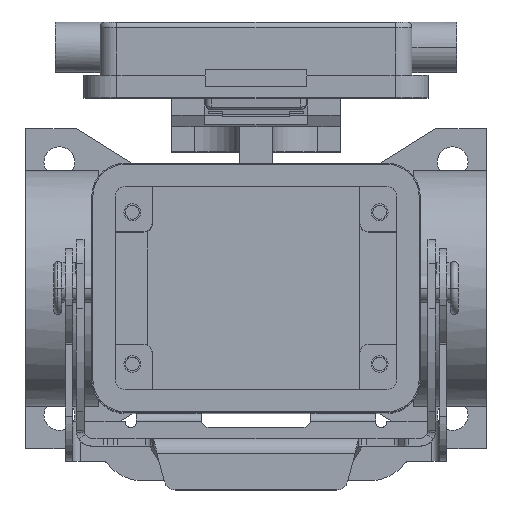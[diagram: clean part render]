
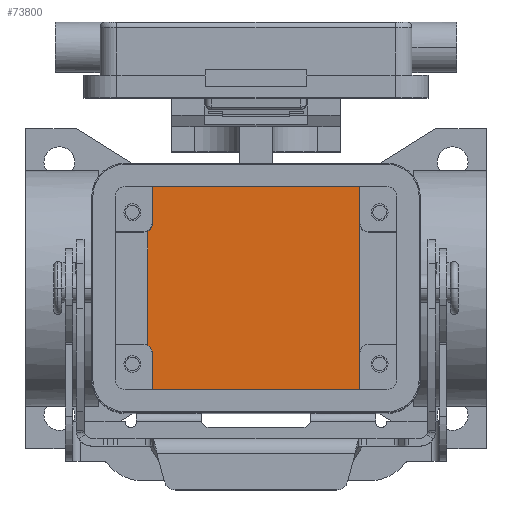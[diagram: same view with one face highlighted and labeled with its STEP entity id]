
A CAD part, top view. The second image highlights one B-rep face of the part: STEP entity #73800.
In plain terms, the highlighted planar face has unit normal (0, 0, 1).
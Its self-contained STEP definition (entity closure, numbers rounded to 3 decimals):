
#73070=CARTESIAN_POINT('',(0.,0.,-62.));
#73080=DIRECTION('',(0.,0.,1.));
#73090=DIRECTION('',(1.,0.,0.));
#73100=AXIS2_PLACEMENT_3D('',#73070,#73080,#73090);
#73110=PLANE('',#73100);
#73120=CARTESIAN_POINT('',(-20.,11.5,-62.));
#73130=DIRECTION('',(0.,0.,-1.));
#73140=DIRECTION('',(0.,-1.,0.));
#73150=AXIS2_PLACEMENT_3D('',#73120,#73130,#73140);
#73160=CIRCLE('',#73150,1.5);
#73170=CARTESIAN_POINT('',(-18.5,11.5,-62.));
#73180=VERTEX_POINT('',#73170);
#73190=CARTESIAN_POINT('',(-19.25,10.201,-62.));
#73200=VERTEX_POINT('',#73190);
#73210=EDGE_CURVE('',#73180,#73200,#73160,.T.);
#73220=ORIENTED_EDGE('',*,*,#73210,.T.);
#73230=CARTESIAN_POINT('',(-18.5,18.25,-62.));
#73240=DIRECTION('',(0.,-1.,0.));
#73250=VECTOR('',#73240,6.75);
#73260=LINE('',#73230,#73250);
#73270=CARTESIAN_POINT('',(-18.5,18.25,-62.));
#73280=VERTEX_POINT('',#73270);
#73290=EDGE_CURVE('',#73280,#73180,#73260,.T.);
#73300=ORIENTED_EDGE('',*,*,#73290,.T.);
#73310=CARTESIAN_POINT('',(18.5,18.25,-62.));
#73320=DIRECTION('',(-1.,0.,0.));
#73330=VECTOR('',#73320,37.);
#73340=LINE('',#73310,#73330);
#73350=CARTESIAN_POINT('',(18.5,18.25,-62.));
#73360=VERTEX_POINT('',#73350);
#73370=EDGE_CURVE('',#73360,#73280,#73340,.T.);
#73380=ORIENTED_EDGE('',*,*,#73370,.T.);
#73390=CARTESIAN_POINT('',(18.5,-18.25,-62.));
#73400=DIRECTION('',(0.,1.,0.));
#73410=VECTOR('',#73400,36.5);
#73420=LINE('',#73390,#73410);
#73430=CARTESIAN_POINT('',(18.5,-18.25,-62.));
#73440=VERTEX_POINT('',#73430);
#73450=EDGE_CURVE('',#73440,#73360,#73420,.T.);
#73460=ORIENTED_EDGE('',*,*,#73450,.T.);
#73470=CARTESIAN_POINT('',(-18.5,-18.25,-62.));
#73480=DIRECTION('',(1.,0.,0.));
#73490=VECTOR('',#73480,37.);
#73500=LINE('',#73470,#73490);
#73510=CARTESIAN_POINT('',(-18.5,-18.25,-62.));
#73520=VERTEX_POINT('',#73510);
#73530=EDGE_CURVE('',#73520,#73440,#73500,.T.);
#73540=ORIENTED_EDGE('',*,*,#73530,.T.);
#73550=CARTESIAN_POINT('',(-18.5,-11.5,-62.));
#73560=DIRECTION('',(0.,-1.,0.));
#73570=VECTOR('',#73560,6.75);
#73580=LINE('',#73550,#73570);
#73590=CARTESIAN_POINT('',(-18.5,-11.5,-62.));
#73600=VERTEX_POINT('',#73590);
#73610=EDGE_CURVE('',#73600,#73520,#73580,.T.);
#73620=ORIENTED_EDGE('',*,*,#73610,.T.);
#73630=CARTESIAN_POINT('',(-20.,-11.5,-62.));
#73640=DIRECTION('',(0.,0.,-1.));
#73650=DIRECTION('',(-1.,0.,0.));
#73660=AXIS2_PLACEMENT_3D('',#73630,#73640,#73650);
#73670=CIRCLE('',#73660,1.5);
#73680=CARTESIAN_POINT('',(-19.25,-10.201,-62.));
#73690=VERTEX_POINT('',#73680);
#73700=EDGE_CURVE('',#73690,#73600,#73670,.T.);
#73710=ORIENTED_EDGE('',*,*,#73700,.T.);
#73720=CARTESIAN_POINT('',(-19.25,10.201,-62.));
#73730=DIRECTION('',(0.,-1.,0.));
#73740=VECTOR('',#73730,20.402);
#73750=LINE('',#73720,#73740);
#73760=EDGE_CURVE('',#73200,#73690,#73750,.T.);
#73770=ORIENTED_EDGE('',*,*,#73760,.T.);
#73780=EDGE_LOOP('',(#73770,#73710,#73620,#73540,#73460,#73380,#73300,
#73220));
#73790=FACE_OUTER_BOUND('',#73780,.T.);
#73800=ADVANCED_FACE('',(#73790),#73110,.T.);
